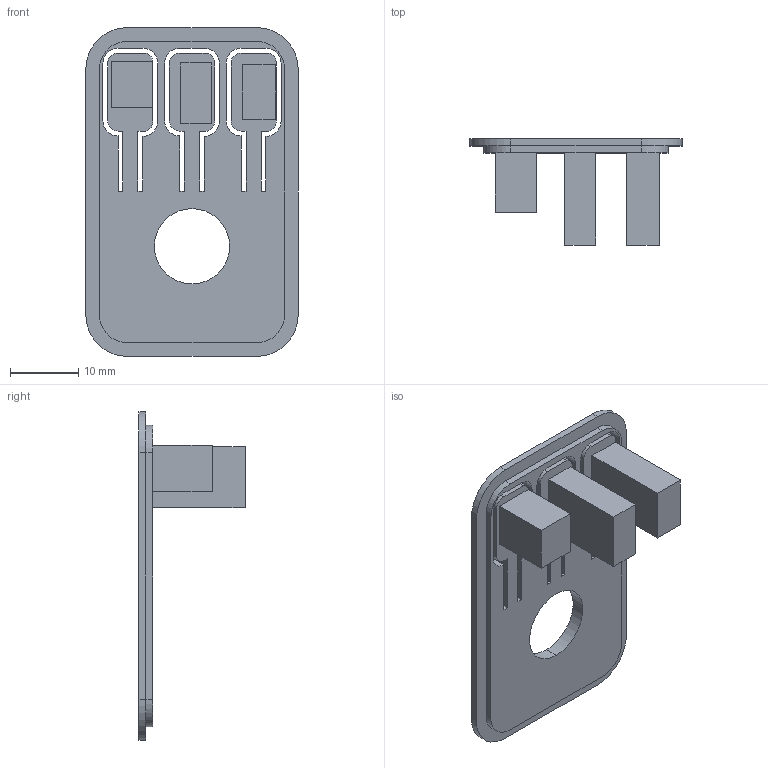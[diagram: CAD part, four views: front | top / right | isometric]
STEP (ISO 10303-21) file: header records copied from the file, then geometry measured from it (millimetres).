
FILE_DESCRIPTION (( 'STEP AP214' ), '1' );
FILE_NAME ('button panel.STEP', '2024-08-28T21:04:54', ( '' ), ( '' ), 'SwSTEP 2.0', 'SolidWorks 2024', '' );
FILE_SCHEMA (( 'AUTOMOTIVE_DESIGN' ));
Length unit declared in the file: millimetre
Products named in the file (1): button panel
Bounding box: 31 x 15.5 x 48 mm (x, y, z)
Volume: 3642.2 mm3; surface area: 4399.9 mm2
Topology: 1 solids, 1 shells, 105 faces, 297 edges, 198 vertices
Faces by surface type: plane 68, cylinder 37
Entity records: 3444 total; most frequent: CARTESIAN_POINT 601, ORIENTED_EDGE 594, DIRECTION 583, EDGE_CURVE 297, VECTOR 223, LINE 223, VERTEX_POINT 198, AXIS2_PLACEMENT_3D 180
